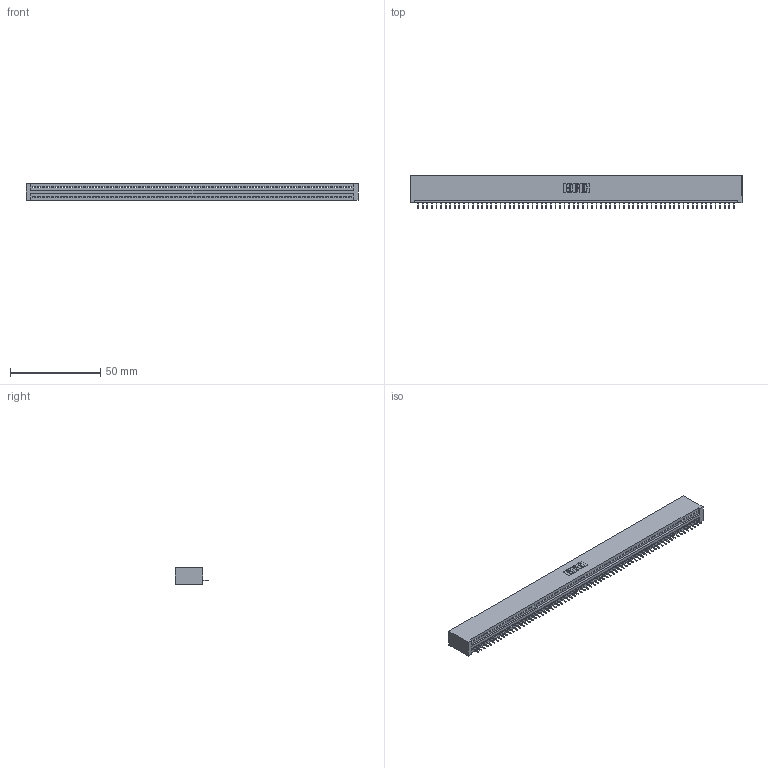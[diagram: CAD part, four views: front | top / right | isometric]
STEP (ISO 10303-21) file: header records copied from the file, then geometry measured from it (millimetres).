
FILE_DESCRIPTION (( 'STEP AP203' ), '1' );
FILE_NAME ('345-070-525-101.STEP', '2020-09-21T07:07:35', ( '' ), ( '' ), 'SwSTEP 2.0', 'SolidWorks 2020', '' );
FILE_SCHEMA (( 'CONFIG_CONTROL_DESIGN' ));
Length unit declared in the file: inch
Products named in the file (3): 345 Part_No Mounting Lugs; 345-070-525-101; 345-292-001_345-293-125
Assembly tree (71 placements, depth 2):
  345-070-525-101
    345 Part_No Mounting Lugs
    345-292-001_345-293-125  x70
Bounding box: 184.4 x 18.72 x 9.4 mm (x, y, z)
Volume: 18042.8 mm3; surface area: 23594.8 mm2
Topology: 71 solids, 71 shells, 4458 faces, 12917 edges, 8330 vertices
Faces by surface type: plane 3296, cylinder 1162
Entity records: 48711 total; most frequent: ORIENTED_EDGE 8446, CARTESIAN_POINT 8442, DIRECTION 7327, EDGE_CURVE 4223, LINE 3823, VECTOR 3823, VERTEX_POINT 2810, AXIS2_PLACEMENT_3D 1752
